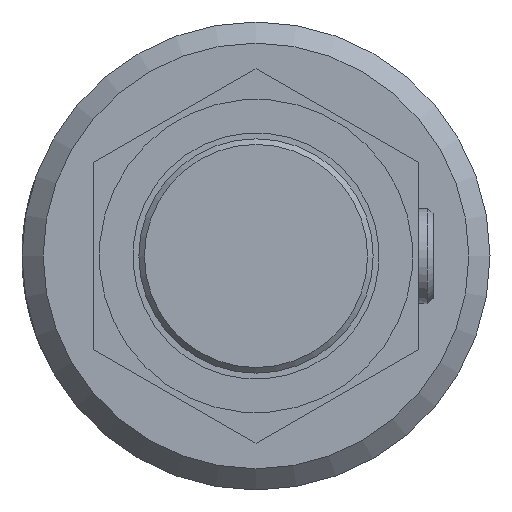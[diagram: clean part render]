
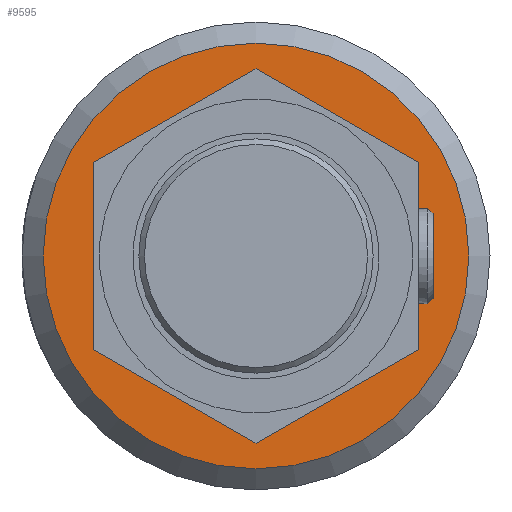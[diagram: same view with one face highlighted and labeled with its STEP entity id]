
A CAD part, left-side view. The second image highlights one B-rep face of the part: STEP entity #9595.
In plain terms, the highlighted planar face has unit normal (-1, 0, 0).
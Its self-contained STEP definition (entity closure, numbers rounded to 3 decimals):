
#919=FACE_BOUND('',#1686,.T.);
#986=PLANE('',#10173);
#1139=FACE_OUTER_BOUND('',#1685,.T.);
#1685=EDGE_LOOP('',(#6196,#6197));
#1686=EDGE_LOOP('',(#6198));
#3476=CIRCLE('',#10166,30.2);
#3477=CIRCLE('',#10167,30.2);
#3482=CIRCLE('',#10174,22.225);
#3793=VERTEX_POINT('',#12566);
#3794=VERTEX_POINT('',#12568);
#3799=VERTEX_POINT('',#12582);
#4753=EDGE_CURVE('',#3793,#3794,#3476,.T.);
#4754=EDGE_CURVE('',#3794,#3793,#3477,.T.);
#4760=EDGE_CURVE('',#3799,#3799,#3482,.T.);
#6196=ORIENTED_EDGE('',*,*,#4754,.F.);
#6197=ORIENTED_EDGE('',*,*,#4753,.F.);
#6198=ORIENTED_EDGE('',*,*,#4760,.T.);
#9595=ADVANCED_FACE('',(#1139,#919),#986,.T.);
#10166=AXIS2_PLACEMENT_3D('',#12569,#10774,#10775);
#10167=AXIS2_PLACEMENT_3D('',#12570,#10776,#10777);
#10173=AXIS2_PLACEMENT_3D('',#12581,#10789,#10790);
#10174=AXIS2_PLACEMENT_3D('',#12583,#10791,#10792);
#10774=DIRECTION('center_axis',(1.,0.,0.));
#10775=DIRECTION('ref_axis',(0.,1.,0.));
#10776=DIRECTION('center_axis',(1.,0.,0.));
#10777=DIRECTION('ref_axis',(0.,1.,0.));
#10789=DIRECTION('center_axis',(-1.,0.,0.));
#10790=DIRECTION('ref_axis',(0.,0.,1.));
#10791=DIRECTION('center_axis',(1.,0.,0.));
#10792=DIRECTION('ref_axis',(0.,0.,-1.));
#12566=CARTESIAN_POINT('',(0.,-30.2,0.));
#12568=CARTESIAN_POINT('',(0.,30.2,0.));
#12569=CARTESIAN_POINT('Origin',(0.,0.,0.));
#12570=CARTESIAN_POINT('Origin',(0.,0.,0.));
#12581=CARTESIAN_POINT('Origin',(0.,15.1,0.));
#12582=CARTESIAN_POINT('',(0.,0.,22.225));
#12583=CARTESIAN_POINT('Origin',(0.,0.,0.));
